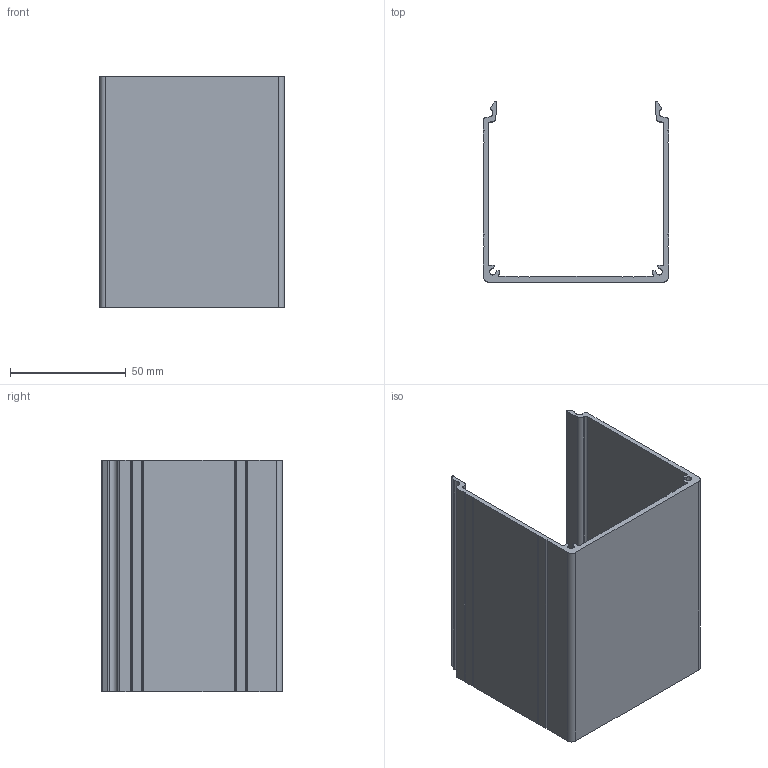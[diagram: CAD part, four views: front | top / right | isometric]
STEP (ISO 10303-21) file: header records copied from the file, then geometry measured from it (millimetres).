
FILE_DESCRIPTION(/* description */ ('PROF.CANALINA 80X80 '),/* implementation_level */ '2;1');
FILE_NAME(/* name */ 'BPRCA0000016.stp',/* time_stamp */ '2025-02-13T08:24:29+01:00',/* author */ ('tecnico5'),/* organization */ (''),/* preprocessor_version */ 'ST-DEVELOPER v20',/* originating_system */ 'Autodesk Inventor 2022',/* authorisation */ '');
FILE_SCHEMA (('AUTOMOTIVE_DESIGN { 1 0 10303 214 3 1 1 }'));
Length unit declared in the file: millimetre
Products named in the file (1): BPRCA0000016
Bounding box: 80.07 x 78.22 x 100 mm (x, y, z)
Volume: 53030.8 mm3; surface area: 49965.4 mm2
Topology: 1 solids, 1 shells, 88 faces, 258 edges, 172 vertices
Faces by surface type: plane 56, cylinder 32
Entity records: 2969 total; most frequent: CARTESIAN_POINT 519, ORIENTED_EDGE 516, DIRECTION 500, EDGE_CURVE 258, LINE 194, VECTOR 194, VERTEX_POINT 172, AXIS2_PLACEMENT_3D 153
